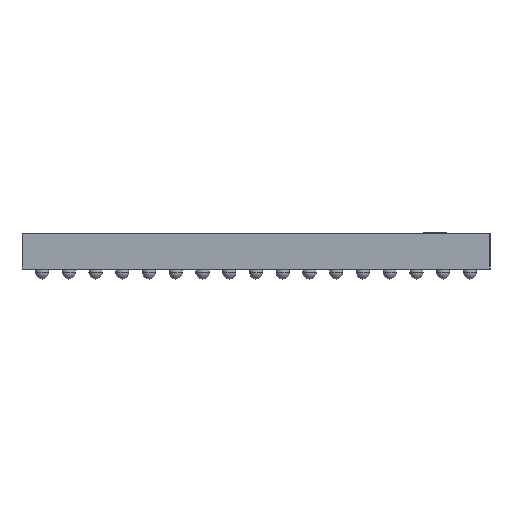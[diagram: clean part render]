
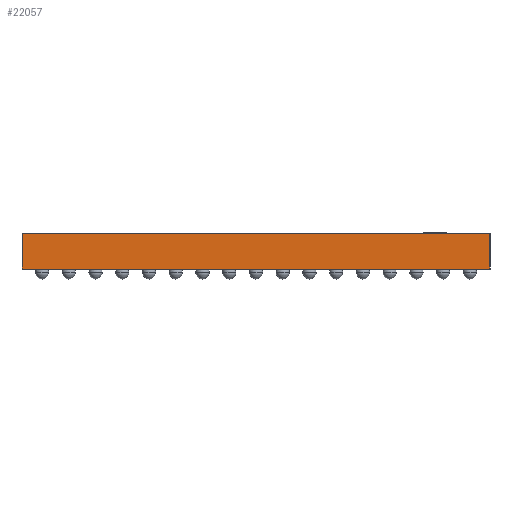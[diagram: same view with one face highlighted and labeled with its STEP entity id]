
A CAD part, left-side view. The second image highlights one B-rep face of the part: STEP entity #22057.
In plain terms, the highlighted planar face has unit normal (-1, 0, 0).
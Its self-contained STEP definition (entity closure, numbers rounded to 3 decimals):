
#231 = FACE_OUTER_BOUND ( 'NONE', #41856, .T. ) ;
#1543 = CARTESIAN_POINT ( 'NONE',  ( -7., 7., 1.37 ) ) ;
#1832 = ORIENTED_EDGE ( 'NONE', *, *, #20070, .F. ) ;
#4488 = VERTEX_POINT ( 'NONE', #35288 ) ;
#10267 = DIRECTION ( 'NONE',  ( 0., 0., -1. ) ) ;
#11033 = EDGE_CURVE ( 'NONE', #4488, #34105, #47224, .T. ) ;
#12157 = DIRECTION ( 'NONE',  ( 0., 0., -1. ) ) ;
#12702 = VECTOR ( 'NONE', #10267, 1000. ) ;
#13380 = ORIENTED_EDGE ( 'NONE', *, *, #32507, .F. ) ;
#13979 = DIRECTION ( 'NONE',  ( 0., -1., 0. ) ) ;
#19660 = CARTESIAN_POINT ( 'NONE',  ( -7., 7., 1.37 ) ) ;
#20070 = EDGE_CURVE ( 'NONE', #37511, #34105, #29872, .T. ) ;
#20707 = LINE ( 'NONE', #1543, #47570 ) ;
#21499 = CARTESIAN_POINT ( 'NONE',  ( -7., -7., 1.37 ) ) ;
#22057 = ADVANCED_FACE ( 'NONE', ( #231 ), #44409, .F. ) ;
#22315 = DIRECTION ( 'NONE',  ( 0., 1., 0. ) ) ;
#25774 = CARTESIAN_POINT ( 'NONE',  ( -7., 7., 1.37 ) ) ;
#25826 = CARTESIAN_POINT ( 'NONE',  ( -7., 7., 0.3 ) ) ;
#25964 = DIRECTION ( 'NONE',  ( 1., 0., 0. ) ) ;
#26753 = VECTOR ( 'NONE', #13979, 1000. ) ;
#27297 = DIRECTION ( 'NONE',  ( 0., -1., 0. ) ) ;
#27615 = CARTESIAN_POINT ( 'NONE',  ( -7., 7., 1.37 ) ) ;
#28992 = VERTEX_POINT ( 'NONE', #19660 ) ;
#29872 = LINE ( 'NONE', #33955, #35963 ) ;
#32507 = EDGE_CURVE ( 'NONE', #28992, #37511, #20707, .T. ) ;
#33458 = ORIENTED_EDGE ( 'NONE', *, *, #11033, .T. ) ;
#33955 = CARTESIAN_POINT ( 'NONE',  ( -7., -7., 1.37 ) ) ;
#34105 = VERTEX_POINT ( 'NONE', #47136 ) ;
#35288 = CARTESIAN_POINT ( 'NONE',  ( -7., 7., 0.3 ) ) ;
#35963 = VECTOR ( 'NONE', #12157, 1000. ) ;
#37511 = VERTEX_POINT ( 'NONE', #21499 ) ;
#41580 = EDGE_CURVE ( 'NONE', #28992, #4488, #47395, .T. ) ;
#41856 = EDGE_LOOP ( 'NONE', ( #33458, #1832, #13380, #47194 ) ) ;
#42180 = AXIS2_PLACEMENT_3D ( 'NONE', #27615, #25964, #22315 ) ;
#44409 = PLANE ( 'NONE',  #42180 ) ;
#47136 = CARTESIAN_POINT ( 'NONE',  ( -7., -7., 0.3 ) ) ;
#47194 = ORIENTED_EDGE ( 'NONE', *, *, #41580, .T. ) ;
#47224 = LINE ( 'NONE', #25826, #26753 ) ;
#47395 = LINE ( 'NONE', #25774, #12702 ) ;
#47570 = VECTOR ( 'NONE', #27297, 1000. ) ;
